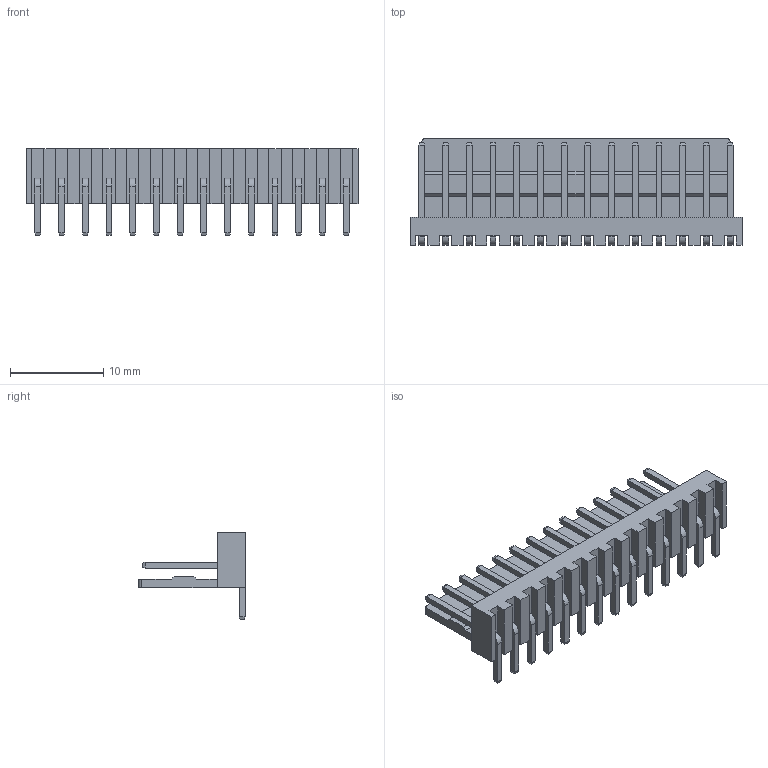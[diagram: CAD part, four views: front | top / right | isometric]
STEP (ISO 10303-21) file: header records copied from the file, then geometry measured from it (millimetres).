
FILE_DESCRIPTION(('STEP AP214'), '1');
FILE_NAME('DS1070 (WF-RB CONNFLY)', '2018-04-28T06:09:10', ('Egor'), (''), 'ASCON STEP Converter 1.3', 'ASCON Math Kernel', '');
FILE_SCHEMA(('AUTOMOTIVE_DESIGN { 1 0 10303 214 3 1 1}'));
Length unit declared in the file: millimetre
Bounding box: 35.56 x 11.4 x 9.3 mm (x, y, z)
Volume: 876.1 mm3; surface area: 1878 mm2
Topology: 1 solids, 1 shells, 380 faces, 938 edges, 588 vertices
Faces by surface type: plane 350, cylinder 30
Entity records: 13990 total; most frequent: CARTESIAN_POINT 1907, ORIENTED_EDGE 1876, DIRECTION 1760, EDGE_CURVE 938, LINE 878, VECTOR 878, VERTEX_POINT 588, AXIS2_PLACEMENT_3D 441
